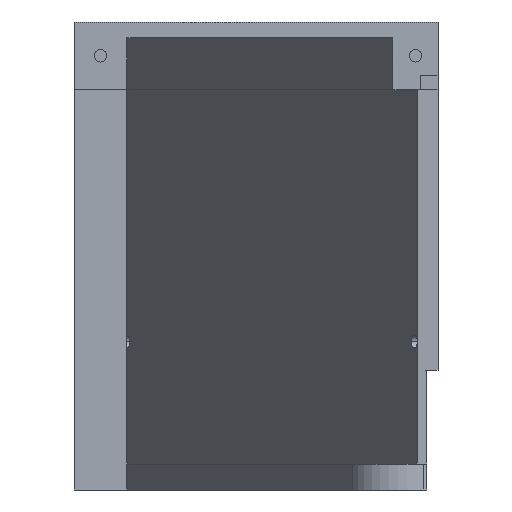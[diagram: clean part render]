
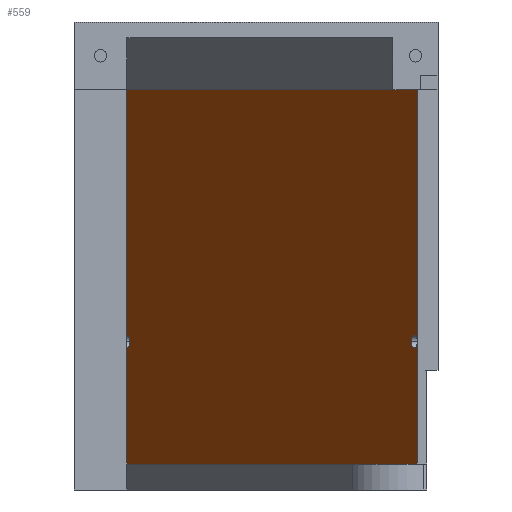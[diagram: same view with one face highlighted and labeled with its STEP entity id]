
A CAD part, front view. The second image highlights one B-rep face of the part: STEP entity #559.
In plain terms, the highlighted planar face has unit normal (-0.866, -0.5, 0).
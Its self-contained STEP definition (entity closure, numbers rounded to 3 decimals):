
#3 = ORIENTED_EDGE ( 'NONE', *, *, #689, .F. ) ;
#6 = CARTESIAN_POINT ( 'NONE',  ( -119.839, 141.644, 28.5 ) ) ;
#35 = CARTESIAN_POINT ( 'NONE',  ( -64.589, 45.949, 28.5 ) ) ;
#42 = CARTESIAN_POINT ( 'NONE',  ( -64.589, 45.949, 28.5 ) ) ;
#44 = LINE ( 'NONE', #94, #1481 ) ;
#48 = CARTESIAN_POINT ( 'NONE',  ( -119.809, 141.593, 231.143 ) ) ;
#79 = ORIENTED_EDGE ( 'NONE', *, *, #1890, .F. ) ;
#94 = CARTESIAN_POINT ( 'NONE',  ( -119.809, 141.593, 77. ) ) ;
#102 = LINE ( 'NONE', #600, #1315 ) ;
#104 = VERTEX_POINT ( 'NONE', #351 ) ;
#106 = CARTESIAN_POINT ( 'NONE',  ( -119.809, 141.593, 77. ) ) ;
#109 = EDGE_CURVE ( 'NONE', #1377, #1348, #449, .T. ) ;
#134 = DIRECTION ( 'NONE',  ( -0.866, -0.5, 0. ) ) ;
#171 = DIRECTION ( 'NONE',  ( 0., 0., -1. ) ) ;
#188 = DIRECTION ( 'NONE',  ( 0.5, -0.866, 0. ) ) ;
#245 = EDGE_LOOP ( 'NONE', ( #1037, #1745, #939, #1650, #1653, #79, #295, #1227, #446, #3 ) ) ;
#255 = VERTEX_POINT ( 'NONE', #829 ) ;
#295 = ORIENTED_EDGE ( 'NONE', *, *, #537, .F. ) ;
#306 = EDGE_CURVE ( 'NONE', #1377, #1234, #1905, .T. ) ;
#311 = CARTESIAN_POINT ( 'NONE',  ( -64., 44.928, 5. ) ) ;
#351 = CARTESIAN_POINT ( 'NONE',  ( -64., 44.928, 28.728 ) ) ;
#408 = CARTESIAN_POINT ( 'NONE',  ( -119.809, 141.593, 5. ) ) ;
#438 = AXIS2_PLACEMENT_3D ( 'NONE', #666, #1116, #504 ) ;
#446 = ORIENTED_EDGE ( 'NONE', *, *, #1042, .T. ) ;
#449 = CIRCLE ( 'NONE', #438, 1.2 ) ;
#504 = DIRECTION ( 'NONE',  ( 0.5, -0.866, 0. ) ) ;
#507 = CIRCLE ( 'NONE', #1635, 1.2 ) ;
#517 = CARTESIAN_POINT ( 'NONE',  ( -119.239, 140.605, 28.5 ) ) ;
#526 = DIRECTION ( 'NONE',  ( 0.5, -0.866, 0. ) ) ;
#537 = EDGE_CURVE ( 'NONE', #1032, #104, #102, .T. ) ;
#543 = CIRCLE ( 'NONE', #729, 1.2 ) ;
#559 = ADVANCED_FACE ( 'NONE', ( #1792 ), #1200, .T. ) ;
#589 = VECTOR ( 'NONE', #1025, 1000. ) ;
#600 = CARTESIAN_POINT ( 'NONE',  ( -64., 44.928, 231.143 ) ) ;
#620 = VERTEX_POINT ( 'NONE', #1669 ) ;
#666 = CARTESIAN_POINT ( 'NONE',  ( -119.839, 141.644, 28.5 ) ) ;
#689 = EDGE_CURVE ( 'NONE', #1348, #255, #543, .T. ) ;
#729 = AXIS2_PLACEMENT_3D ( 'NONE', #6, #134, #1679 ) ;
#740 = DIRECTION ( 'NONE',  ( 0., 0., -1. ) ) ;
#829 = CARTESIAN_POINT ( 'NONE',  ( -119.809, 141.593, 29.699 ) ) ;
#890 = VECTOR ( 'NONE', #1988, 1000. ) ;
#939 = ORIENTED_EDGE ( 'NONE', *, *, #1026, .T. ) ;
#1009 = DIRECTION ( 'NONE',  ( 0., 0., -1. ) ) ;
#1025 = DIRECTION ( 'NONE',  ( 0.5, -0.866, 0. ) ) ;
#1026 = EDGE_CURVE ( 'NONE', #1234, #1744, #1033, .T. ) ;
#1032 = VERTEX_POINT ( 'NONE', #1168 ) ;
#1033 = LINE ( 'NONE', #408, #589 ) ;
#1037 = ORIENTED_EDGE ( 'NONE', *, *, #109, .F. ) ;
#1042 = EDGE_CURVE ( 'NONE', #1082, #255, #1857, .T. ) ;
#1082 = VERTEX_POINT ( 'NONE', #106 ) ;
#1108 = DIRECTION ( 'NONE',  ( -0.866, -0.5, 0. ) ) ;
#1116 = DIRECTION ( 'NONE',  ( -0.866, -0.5, 0. ) ) ;
#1117 = AXIS2_PLACEMENT_3D ( 'NONE', #1179, #1190, #1814 ) ;
#1141 = CARTESIAN_POINT ( 'NONE',  ( -119.809, 141.593, 27.301 ) ) ;
#1168 = CARTESIAN_POINT ( 'NONE',  ( -64., 44.928, 77. ) ) ;
#1179 = CARTESIAN_POINT ( 'NONE',  ( -28.546, -16.481, 231.143 ) ) ;
#1190 = DIRECTION ( 'NONE',  ( -0.866, -0.5, 0. ) ) ;
#1200 = PLANE ( 'NONE',  #1117 ) ;
#1220 = AXIS2_PLACEMENT_3D ( 'NONE', #42, #1305, #526 ) ;
#1227 = ORIENTED_EDGE ( 'NONE', *, *, #1518, .F. ) ;
#1234 = VERTEX_POINT ( 'NONE', #1663 ) ;
#1268 = EDGE_CURVE ( 'NONE', #620, #1744, #1712, .T. ) ;
#1305 = DIRECTION ( 'NONE',  ( -0.866, -0.5, 0. ) ) ;
#1315 = VECTOR ( 'NONE', #740, 1000. ) ;
#1348 = VERTEX_POINT ( 'NONE', #517 ) ;
#1356 = CARTESIAN_POINT ( 'NONE',  ( -65.189, 46.988, 28.5 ) ) ;
#1362 = VECTOR ( 'NONE', #1009, 1000. ) ;
#1377 = VERTEX_POINT ( 'NONE', #1141 ) ;
#1391 = EDGE_CURVE ( 'NONE', #1572, #620, #1683, .T. ) ;
#1481 = VECTOR ( 'NONE', #1497, 1000. ) ;
#1492 = CARTESIAN_POINT ( 'NONE',  ( -119.809, 141.593, 231.143 ) ) ;
#1497 = DIRECTION ( 'NONE',  ( 0.5, -0.866, 0. ) ) ;
#1518 = EDGE_CURVE ( 'NONE', #1082, #1032, #44, .T. ) ;
#1548 = CARTESIAN_POINT ( 'NONE',  ( -64., 44.928, 231.143 ) ) ;
#1572 = VERTEX_POINT ( 'NONE', #1356 ) ;
#1635 = AXIS2_PLACEMENT_3D ( 'NONE', #35, #1108, #188 ) ;
#1650 = ORIENTED_EDGE ( 'NONE', *, *, #1268, .F. ) ;
#1653 = ORIENTED_EDGE ( 'NONE', *, *, #1391, .F. ) ;
#1663 = CARTESIAN_POINT ( 'NONE',  ( -119.809, 141.593, 5. ) ) ;
#1669 = CARTESIAN_POINT ( 'NONE',  ( -64., 44.928, 28.272 ) ) ;
#1679 = DIRECTION ( 'NONE',  ( 0.5, -0.866, 0. ) ) ;
#1683 = CIRCLE ( 'NONE', #1220, 1.2 ) ;
#1692 = VECTOR ( 'NONE', #171, 1000. ) ;
#1712 = LINE ( 'NONE', #1548, #890 ) ;
#1744 = VERTEX_POINT ( 'NONE', #311 ) ;
#1745 = ORIENTED_EDGE ( 'NONE', *, *, #306, .T. ) ;
#1792 = FACE_OUTER_BOUND ( 'NONE', #245, .T. ) ;
#1814 = DIRECTION ( 'NONE',  ( 0.5, -0.866, 0. ) ) ;
#1857 = LINE ( 'NONE', #1492, #1362 ) ;
#1890 = EDGE_CURVE ( 'NONE', #104, #1572, #507, .T. ) ;
#1905 = LINE ( 'NONE', #48, #1692 ) ;
#1988 = DIRECTION ( 'NONE',  ( 0., 0., -1. ) ) ;
